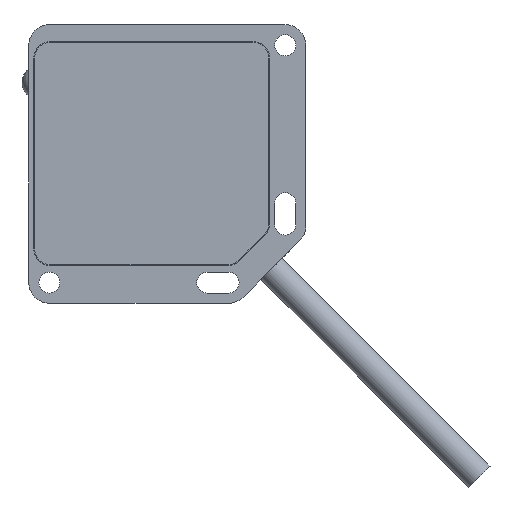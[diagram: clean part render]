
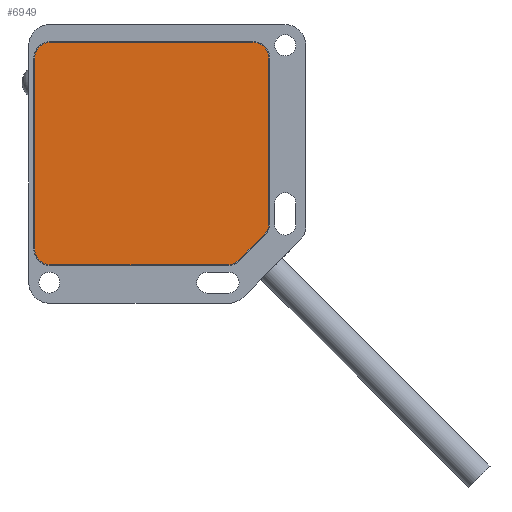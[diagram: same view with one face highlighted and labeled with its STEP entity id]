
A CAD part, left-side view. The second image highlights one B-rep face of the part: STEP entity #6949.
In plain terms, the highlighted face is planar.
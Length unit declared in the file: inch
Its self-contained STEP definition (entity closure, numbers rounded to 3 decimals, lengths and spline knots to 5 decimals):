
#6666=CARTESIAN_POINT('',(0.,-0.98365,0.03));
#6667=DIRECTION('',(0.,0.,-1.));
#6668=DIRECTION('',(1.,0.,0.));
#6669=AXIS2_PLACEMENT_3D('',#6666,#6667,#6668);
#6684=CARTESIAN_POINT('',(-0.15135,-1.135,0.03));
#6685=DIRECTION('',(0.,0.,-1.));
#6686=DIRECTION('',(0.707,-0.707,0.));
#6687=AXIS2_PLACEMENT_3D('',#6684,#6685,#6686);
#6689=DIRECTION('',(1.,0.,0.));
#6690=VECTOR('',#6689,1.05365);
#6691=CARTESIAN_POINT('',(-1.205,-1.23,0.03));
#6692=LINE('',#6691,#6690);
#6693=CARTESIAN_POINT('',(-1.205,-1.135,0.03));
#6694=DIRECTION('',(0.,0.,1.));
#6695=DIRECTION('',(-1.,0.,0.));
#6696=AXIS2_PLACEMENT_3D('',#6693,#6694,#6695);
#6698=DIRECTION('',(0.,-1.,0.));
#6699=VECTOR('',#6698,1.135);
#6700=CARTESIAN_POINT('',(-1.3,0.,0.03));
#6701=LINE('',#6700,#6699);
#6702=CARTESIAN_POINT('',(-1.205,0.,0.03));
#6703=DIRECTION('',(0.,0.,1.));
#6704=DIRECTION('',(0.,1.,0.));
#6705=AXIS2_PLACEMENT_3D('',#6702,#6703,#6704);
#6707=DIRECTION('',(-1.,0.,0.));
#6708=VECTOR('',#6707,1.205);
#6709=CARTESIAN_POINT('',(0.,0.095,0.03));
#6710=LINE('',#6709,#6708);
#6711=CARTESIAN_POINT('',(0.,0.,0.03));
#6712=DIRECTION('',(0.,0.,1.));
#6713=DIRECTION('',(1.,0.,0.));
#6714=AXIS2_PLACEMENT_3D('',#6711,#6712,#6713);
#6716=DIRECTION('',(0.,1.,0.));
#6717=VECTOR('',#6716,0.98365);
#6718=CARTESIAN_POINT('',(0.095,-0.98365,0.03));
#6719=LINE('',#6718,#6717);
#6720=DIRECTION('',(0.707,0.707,0.));
#6721=VECTOR('',#6720,0.21404);
#6722=CARTESIAN_POINT('',(-0.08418,-1.20218,0.03));
#6723=LINE('',#6722,#6721);
#6736=CARTESIAN_POINT('',(0.095,0.,0.03));
#6737=CARTESIAN_POINT('',(0.,0.095,0.03));
#6738=VERTEX_POINT('',#6736);
#6739=VERTEX_POINT('',#6737);
#6740=CARTESIAN_POINT('',(-1.205,0.095,0.03));
#6741=VERTEX_POINT('',#6740);
#6742=CARTESIAN_POINT('',(-1.3,0.,0.03));
#6743=VERTEX_POINT('',#6742);
#6744=CARTESIAN_POINT('',(-1.3,-1.135,0.03));
#6745=VERTEX_POINT('',#6744);
#6746=CARTESIAN_POINT('',(-1.205,-1.23,0.03));
#6747=VERTEX_POINT('',#6746);
#6749=CARTESIAN_POINT('',(0.095,-0.98365,0.03));
#6751=VERTEX_POINT('',#6749);
#6753=CARTESIAN_POINT('',(0.06718,-1.05082,0.03));
#6755=VERTEX_POINT('',#6753);
#6757=CARTESIAN_POINT('',(-0.08418,-1.20218,0.03));
#6759=VERTEX_POINT('',#6757);
#6761=CARTESIAN_POINT('',(-0.15135,-1.23,0.03));
#6763=VERTEX_POINT('',#6761);
#6932=CARTESIAN_POINT('',(0.,0.,0.03));
#6933=DIRECTION('',(0.,0.,1.));
#6934=DIRECTION('',(1.,0.,0.));
#6935=AXIS2_PLACEMENT_3D('',#6932,#6933,#6934);
#6936=PLANE('',#6935);
#6937=ORIENTED_EDGE('',*,*,#6800,.F.);
#6938=ORIENTED_EDGE('',*,*,#6815,.F.);
#6939=ORIENTED_EDGE('',*,*,#6829,.F.);
#6940=ORIENTED_EDGE('',*,*,#6843,.F.);
#6941=ORIENTED_EDGE('',*,*,#6857,.F.);
#6942=ORIENTED_EDGE('',*,*,#6871,.F.);
#6943=ORIENTED_EDGE('',*,*,#6885,.F.);
#6944=ORIENTED_EDGE('',*,*,#6900,.T.);
#6945=ORIENTED_EDGE('',*,*,#6913,.F.);
#6946=ORIENTED_EDGE('',*,*,#6927,.T.);
#6947=EDGE_LOOP('',(#6937,#6938,#6939,#6940,#6941,#6942,#6943,#6944,#6945,
#6946));
#6948=FACE_OUTER_BOUND('',#6947,.F.);
#6949=ADVANCED_FACE('',(#6948),#6936,.T.);
#6670=CIRCLE('',#6669,0.095);
#6688=CIRCLE('',#6687,0.095);
#6697=CIRCLE('',#6696,0.095);
#6706=CIRCLE('',#6705,0.095);
#6715=CIRCLE('',#6714,0.095);
#6800=EDGE_CURVE('',#6747,#6763,#6692,.T.);
#6815=EDGE_CURVE('',#6745,#6747,#6697,.T.);
#6829=EDGE_CURVE('',#6743,#6745,#6701,.T.);
#6843=EDGE_CURVE('',#6741,#6743,#6706,.T.);
#6857=EDGE_CURVE('',#6739,#6741,#6710,.T.);
#6871=EDGE_CURVE('',#6738,#6739,#6715,.T.);
#6885=EDGE_CURVE('',#6751,#6738,#6719,.T.);
#6900=EDGE_CURVE('',#6751,#6755,#6670,.T.);
#6913=EDGE_CURVE('',#6759,#6755,#6723,.T.);
#6927=EDGE_CURVE('',#6759,#6763,#6688,.T.);
